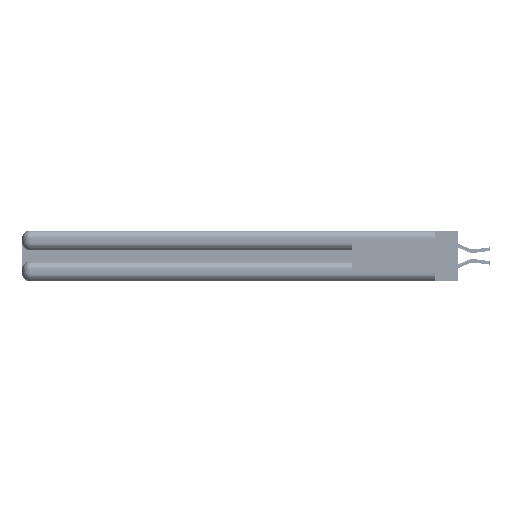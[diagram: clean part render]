
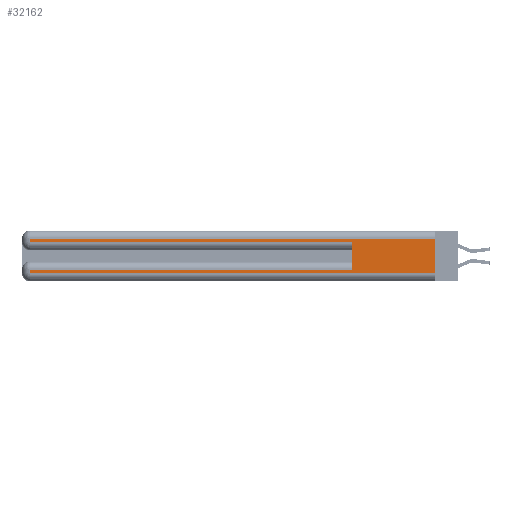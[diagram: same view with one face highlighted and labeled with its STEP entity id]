
A CAD part, left-side view. The second image highlights one B-rep face of the part: STEP entity #32162.
In plain terms, the highlighted planar face has unit normal (-1, 0, 0).
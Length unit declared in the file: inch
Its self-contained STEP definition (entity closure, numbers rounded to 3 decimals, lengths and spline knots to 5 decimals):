
#542 = CARTESIAN_POINT ( 'NONE',  ( 0., 0.6, 0.085 ) ) ;
#1450 = LINE ( 'NONE', #35402, #31694 ) ;
#2168 = PLANE ( 'NONE',  #32961 ) ;
#2775 = LINE ( 'NONE', #19773, #25647 ) ;
#2834 = LINE ( 'NONE', #33239, #47089 ) ;
#5388 = DIRECTION ( 'NONE',  ( 0., -1., 0. ) ) ;
#5630 = EDGE_CURVE ( 'NONE', #45336, #20901, #2834, .T. ) ;
#5794 = DIRECTION ( 'NONE',  ( 0., 0., -1. ) ) ;
#6243 = CARTESIAN_POINT ( 'NONE',  ( 0., 0., 0.06 ) ) ;
#7163 = LINE ( 'NONE', #30683, #29955 ) ;
#7266 = DIRECTION ( 'NONE',  ( 0., 1., 0. ) ) ;
#7846 = CARTESIAN_POINT ( 'NONE',  ( 0., 2.94, 0.37 ) ) ;
#10562 = ORIENTED_EDGE ( 'NONE', *, *, #42942, .T. ) ;
#10899 = DIRECTION ( 'NONE',  ( 0., 0., -1. ) ) ;
#11313 = CARTESIAN_POINT ( 'NONE',  ( 0., 0.6, 0.285 ) ) ;
#11740 = CARTESIAN_POINT ( 'NONE',  ( 0., 2.94, 0.31 ) ) ;
#12165 = VECTOR ( 'NONE', #7266, 39.37008 ) ;
#12186 = DIRECTION ( 'NONE',  ( 0., 0., -1. ) ) ;
#13237 = EDGE_CURVE ( 'NONE', #43552, #51348, #51271, .T. ) ;
#14645 = ORIENTED_EDGE ( 'NONE', *, *, #29727, .T. ) ;
#15789 = VERTEX_POINT ( 'NONE', #26382 ) ;
#15870 = ORIENTED_EDGE ( 'NONE', *, *, #52624, .T. ) ;
#15945 = ORIENTED_EDGE ( 'NONE', *, *, #40102, .T. ) ;
#16231 = DIRECTION ( 'NONE',  ( 0., 0., 1. ) ) ;
#17191 = ORIENTED_EDGE ( 'NONE', *, *, #5630, .F. ) ;
#18506 = VECTOR ( 'NONE', #5794, 39.37008 ) ;
#19378 = ORIENTED_EDGE ( 'NONE', *, *, #13237, .F. ) ;
#19773 = CARTESIAN_POINT ( 'NONE',  ( 0., 0., 0.31 ) ) ;
#20274 = VERTEX_POINT ( 'NONE', #11740 ) ;
#20901 = VERTEX_POINT ( 'NONE', #11313 ) ;
#21544 = EDGE_LOOP ( 'NONE', ( #19378, #10562, #15945, #33058, #17191, #15870, #34641, #14645 ) ) ;
#22935 = EDGE_CURVE ( 'NONE', #26007, #20901, #45338, .T. ) ;
#23641 = DIRECTION ( 'NONE',  ( 1., 0., 0. ) ) ;
#25647 = VECTOR ( 'NONE', #49690, 39.37008 ) ;
#26007 = VERTEX_POINT ( 'NONE', #47391 ) ;
#26221 = LINE ( 'NONE', #28647, #12165 ) ;
#26382 = CARTESIAN_POINT ( 'NONE',  ( 0., 2.94, 0.06 ) ) ;
#28647 = CARTESIAN_POINT ( 'NONE',  ( 0., 0., 0.085 ) ) ;
#29727 = EDGE_CURVE ( 'NONE', #15789, #51348, #1450, .T. ) ;
#29955 = VECTOR ( 'NONE', #34988, 39.37008 ) ;
#30005 = FACE_OUTER_BOUND ( 'NONE', #21544, .T. ) ;
#30683 = CARTESIAN_POINT ( 'NONE',  ( 0., 2.94, 0.37 ) ) ;
#30744 = CARTESIAN_POINT ( 'NONE',  ( 0., 0., 0.285 ) ) ;
#31512 = CARTESIAN_POINT ( 'NONE',  ( 0., 0., 0.37 ) ) ;
#31694 = VECTOR ( 'NONE', #5388, 39.37008 ) ;
#32162 = ADVANCED_FACE ( 'NONE', ( #30005 ), #2168, .F. ) ;
#32584 = EDGE_CURVE ( 'NONE', #54923, #15789, #7163, .T. ) ;
#32629 = VECTOR ( 'NONE', #47458, 39.37008 ) ;
#32961 = AXIS2_PLACEMENT_3D ( 'NONE', #44939, #23641, #10899 ) ;
#33058 = ORIENTED_EDGE ( 'NONE', *, *, #22935, .T. ) ;
#33239 = CARTESIAN_POINT ( 'NONE',  ( 0., 0.6, 0.145 ) ) ;
#34641 = ORIENTED_EDGE ( 'NONE', *, *, #32584, .T. ) ;
#34988 = DIRECTION ( 'NONE',  ( 0., 0., -1. ) ) ;
#35402 = CARTESIAN_POINT ( 'NONE',  ( 0., 0., 0.06 ) ) ;
#37908 = CARTESIAN_POINT ( 'NONE',  ( 0., 2.94, 0.085 ) ) ;
#40091 = CARTESIAN_POINT ( 'NONE',  ( 0., 0., 0.31 ) ) ;
#40102 = EDGE_CURVE ( 'NONE', #20274, #26007, #54211, .T. ) ;
#42807 = VECTOR ( 'NONE', #12186, 39.37008 ) ;
#42942 = EDGE_CURVE ( 'NONE', #43552, #20274, #2775, .T. ) ;
#43552 = VERTEX_POINT ( 'NONE', #40091 ) ;
#44939 = CARTESIAN_POINT ( 'NONE',  ( 0., 0., 0.37 ) ) ;
#45336 = VERTEX_POINT ( 'NONE', #542 ) ;
#45338 = LINE ( 'NONE', #30744, #32629 ) ;
#47089 = VECTOR ( 'NONE', #16231, 39.37008 ) ;
#47391 = CARTESIAN_POINT ( 'NONE',  ( 0., 2.94, 0.285 ) ) ;
#47458 = DIRECTION ( 'NONE',  ( 0., -1., 0. ) ) ;
#49690 = DIRECTION ( 'NONE',  ( 0., 1., 0. ) ) ;
#51271 = LINE ( 'NONE', #31512, #18506 ) ;
#51348 = VERTEX_POINT ( 'NONE', #6243 ) ;
#52624 = EDGE_CURVE ( 'NONE', #45336, #54923, #26221, .T. ) ;
#54211 = LINE ( 'NONE', #7846, #42807 ) ;
#54923 = VERTEX_POINT ( 'NONE', #37908 ) ;
